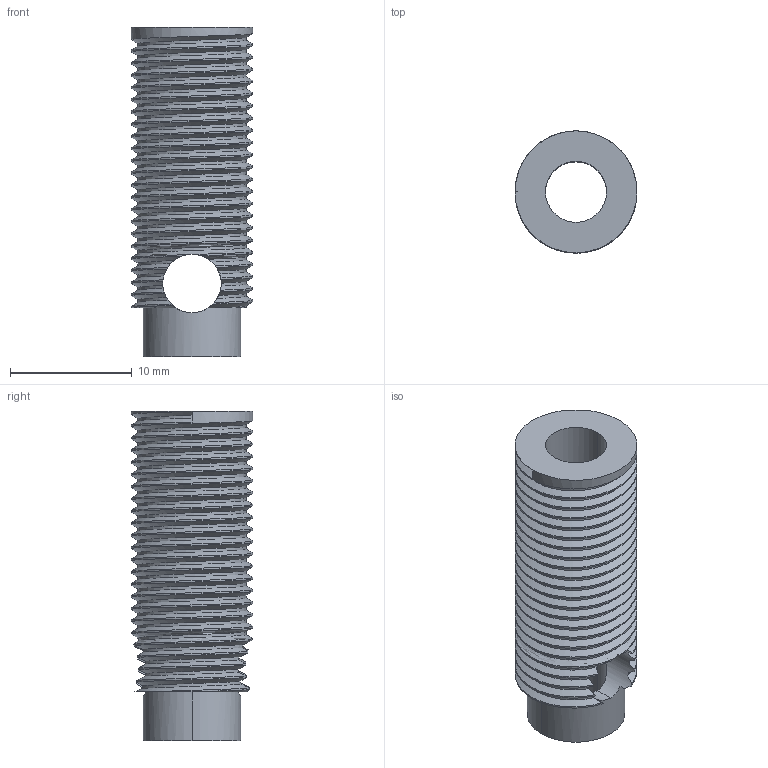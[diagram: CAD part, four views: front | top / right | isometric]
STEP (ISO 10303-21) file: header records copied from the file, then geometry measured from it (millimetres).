
FILE_DESCRIPTION (( 'STEP AP203' ), '1' );
FILE_NAME ('Âèíò ïàçîâûé Item T8.STEP', '2022-10-06T09:31:00', ( 'user' ), ( '' ), 'SwSTEP 2.0', 'SolidWorks 2022', '' );
FILE_SCHEMA (( 'CONFIG_CONTROL_DESIGN' ));
Products named in the file (1): Винт пазовый Item T8
Bounding box: 10 x 10 x 27 mm (x, y, z)
Volume: 1184.6 mm3; surface area: 1700.2 mm2
Topology: 1 solids, 1 shells, 94 faces, 278 edges, 184 vertices
Faces by surface type: cylinder 60, bspline 29, plane 5
Entity records: 26048 total; most frequent: CARTESIAN_POINT 24083, ORIENTED_EDGE 556, EDGE_CURVE 278, DIRECTION 216, VERTEX_POINT 184, EDGE_LOOP 98, ADVANCED_FACE 94, FACE_OUTER_BOUND 94
